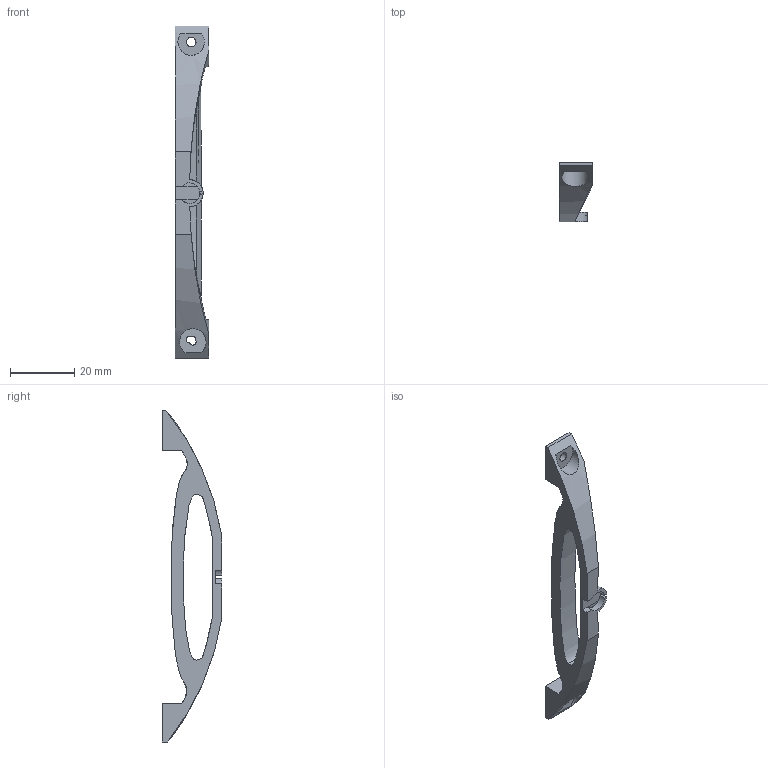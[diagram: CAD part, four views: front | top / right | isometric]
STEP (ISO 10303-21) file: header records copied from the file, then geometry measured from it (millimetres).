
FILE_DESCRIPTION(/* description */ (''),/* implementation_level */ '2;1');
FILE_NAME(/* name */ 'lekksensor_holder v1.step',/* time_stamp */ '2022-05-14T19:02:17+02:00',/* author */ (''),/* organization */ (''),/* preprocessor_version */ 'ST-DEVELOPER v18.1',/* originating_system */ 'Autodesk Translation Framework v10.14.0.1471',/* authorisation */ '');
FILE_SCHEMA (('AUTOMOTIVE_DESIGN { 1 0 10303 214 3 1 1 }'));
Length unit declared in the file: millimetre
Products named in the file (1): lekksensor_holder
Bounding box: 10.5 x 18.47 x 103 mm (x, y, z)
Surface area: 4118.3 mm2 (no closed solid volume)
Topology: 0 solids, 1 shells, 61 faces, 167 edges, 104 vertices
Faces by surface type: plane 23, cylinder 23, bspline 15
Full cylindrical faces by diameter (mm): 3 x1
Entity records: 2431 total; most frequent: CARTESIAN_POINT 965, ORIENTED_EDGE 340, DIRECTION 228, EDGE_CURVE 170, VERTEX_POINT 104, LINE 76, VECTOR 76, AXIS2_PLACEMENT_3D 76
